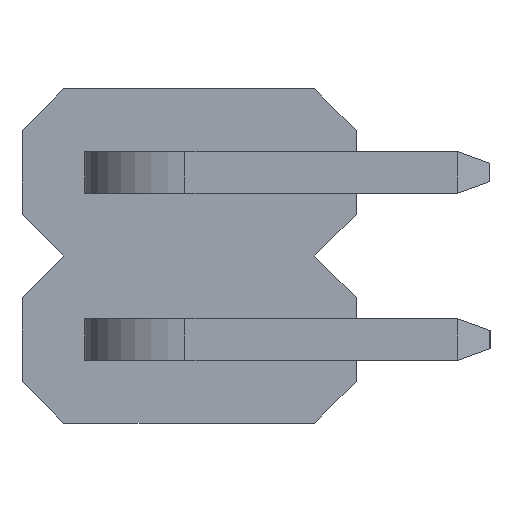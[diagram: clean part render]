
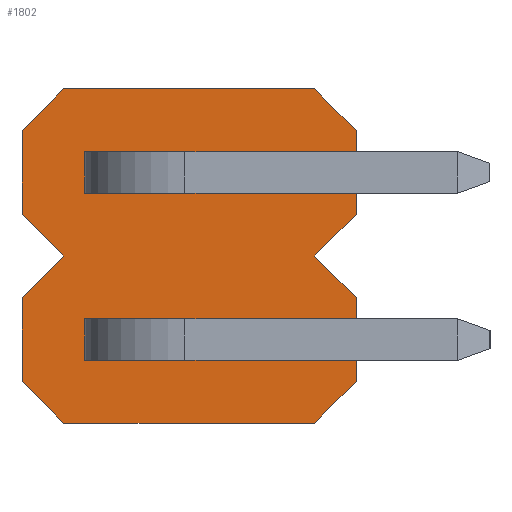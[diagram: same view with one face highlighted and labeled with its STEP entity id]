
A CAD part, front view. The second image highlights one B-rep face of the part: STEP entity #1802.
In plain terms, the highlighted planar face has unit normal (0, -1, 0).
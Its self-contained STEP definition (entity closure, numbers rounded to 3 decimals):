
#14=FACE_BOUND('',#204,.T.);
#15=FACE_BOUND('',#205,.T.);
#16=FACE_BOUND('',#206,.T.);
#17=FACE_BOUND('',#207,.T.);
#99=FACE_OUTER_BOUND('',#203,.T.);
#203=EDGE_LOOP('',(#1364,#1365,#1366,#1367,#1368,#1369,#1370,#1371,#1372,
#1373,#1374,#1375,#1376,#1377));
#204=EDGE_LOOP('',(#1378,#1379,#1380,#1381));
#205=EDGE_LOOP('',(#1382,#1383,#1384,#1385));
#206=EDGE_LOOP('',(#1386,#1387,#1388,#1389));
#207=EDGE_LOOP('',(#1390,#1391,#1392,#1393));
#264=LINE('',#2477,#498);
#266=LINE('',#2481,#500);
#271=LINE('',#2492,#505);
#275=LINE('',#2499,#509);
#278=LINE('',#2505,#512);
#280=LINE('',#2510,#514);
#299=LINE('',#2550,#533);
#318=LINE('',#2593,#552);
#355=LINE('',#2670,#589);
#359=LINE('',#2681,#593);
#363=LINE('',#2690,#597);
#367=LINE('',#2698,#601);
#368=LINE('',#2701,#602);
#375=LINE('',#2717,#609);
#379=LINE('',#2726,#613);
#382=LINE('',#2734,#616);
#384=LINE('',#2738,#618);
#387=LINE('',#2744,#621);
#388=LINE('',#2746,#622);
#389=LINE('',#2748,#623);
#390=LINE('',#2749,#624);
#391=LINE('',#2750,#625);
#392=LINE('',#2753,#626);
#393=LINE('',#2755,#627);
#394=LINE('',#2757,#628);
#395=LINE('',#2758,#629);
#396=LINE('',#2761,#630);
#397=LINE('',#2763,#631);
#398=LINE('',#2765,#632);
#399=LINE('',#2766,#633);
#498=VECTOR('',#1999,10.);
#500=VECTOR('',#2003,10.);
#505=VECTOR('',#2010,10.);
#509=VECTOR('',#2016,10.);
#512=VECTOR('',#2021,10.);
#514=VECTOR('',#2025,10.);
#533=VECTOR('',#2058,10.);
#552=VECTOR('',#2095,10.);
#589=VECTOR('',#2166,10.);
#593=VECTOR('',#2176,10.);
#597=VECTOR('',#2186,10.);
#601=VECTOR('',#2198,10.);
#602=VECTOR('',#2201,10.);
#609=VECTOR('',#2218,10.);
#613=VECTOR('',#2230,10.);
#616=VECTOR('',#2235,10.);
#618=VECTOR('',#2239,10.);
#621=VECTOR('',#2244,10.);
#622=VECTOR('',#2245,10.);
#623=VECTOR('',#2246,10.);
#624=VECTOR('',#2247,10.);
#625=VECTOR('',#2248,10.);
#626=VECTOR('',#2249,10.);
#627=VECTOR('',#2250,10.);
#628=VECTOR('',#2251,10.);
#629=VECTOR('',#2252,10.);
#630=VECTOR('',#2253,10.);
#631=VECTOR('',#2254,10.);
#632=VECTOR('',#2255,10.);
#633=VECTOR('',#2256,10.);
#732=VERTEX_POINT('',#2474);
#733=VERTEX_POINT('',#2476);
#734=VERTEX_POINT('',#2480);
#738=VERTEX_POINT('',#2489);
#739=VERTEX_POINT('',#2491);
#741=VERTEX_POINT('',#2497);
#743=VERTEX_POINT('',#2503);
#745=VERTEX_POINT('',#2509);
#758=VERTEX_POINT('',#2547);
#759=VERTEX_POINT('',#2549);
#773=VERTEX_POINT('',#2590);
#774=VERTEX_POINT('',#2592);
#800=VERTEX_POINT('',#2678);
#801=VERTEX_POINT('',#2680);
#804=VERTEX_POINT('',#2700);
#808=VERTEX_POINT('',#2716);
#812=VERTEX_POINT('',#2731);
#813=VERTEX_POINT('',#2733);
#814=VERTEX_POINT('',#2737);
#816=VERTEX_POINT('',#2743);
#817=VERTEX_POINT('',#2745);
#818=VERTEX_POINT('',#2747);
#819=VERTEX_POINT('',#2751);
#820=VERTEX_POINT('',#2752);
#821=VERTEX_POINT('',#2754);
#822=VERTEX_POINT('',#2756);
#823=VERTEX_POINT('',#2759);
#824=VERTEX_POINT('',#2760);
#825=VERTEX_POINT('',#2762);
#826=VERTEX_POINT('',#2764);
#888=EDGE_CURVE('',#732,#733,#264,.T.);
#890=EDGE_CURVE('',#734,#733,#266,.T.);
#895=EDGE_CURVE('',#738,#739,#271,.T.);
#899=EDGE_CURVE('',#738,#741,#275,.T.);
#902=EDGE_CURVE('',#743,#741,#278,.T.);
#904=EDGE_CURVE('',#734,#745,#280,.T.);
#924=EDGE_CURVE('',#758,#759,#299,.T.);
#945=EDGE_CURVE('',#773,#774,#318,.T.);
#983=EDGE_CURVE('',#743,#745,#355,.T.);
#988=EDGE_CURVE('',#800,#801,#359,.T.);
#993=EDGE_CURVE('',#774,#800,#363,.T.);
#997=EDGE_CURVE('',#801,#773,#367,.T.);
#998=EDGE_CURVE('',#804,#758,#368,.T.);
#1006=EDGE_CURVE('',#759,#808,#375,.T.);
#1011=EDGE_CURVE('',#808,#804,#379,.T.);
#1014=EDGE_CURVE('',#812,#813,#382,.T.);
#1016=EDGE_CURVE('',#814,#813,#384,.T.);
#1019=EDGE_CURVE('',#812,#816,#387,.T.);
#1020=EDGE_CURVE('',#817,#816,#388,.T.);
#1021=EDGE_CURVE('',#817,#818,#389,.T.);
#1022=EDGE_CURVE('',#739,#818,#390,.T.);
#1023=EDGE_CURVE('',#814,#732,#391,.T.);
#1024=EDGE_CURVE('',#819,#820,#392,.T.);
#1025=EDGE_CURVE('',#821,#819,#393,.T.);
#1026=EDGE_CURVE('',#822,#821,#394,.T.);
#1027=EDGE_CURVE('',#820,#822,#395,.T.);
#1028=EDGE_CURVE('',#823,#824,#396,.T.);
#1029=EDGE_CURVE('',#825,#823,#397,.T.);
#1030=EDGE_CURVE('',#826,#825,#398,.T.);
#1031=EDGE_CURVE('',#824,#826,#399,.T.);
#1364=ORIENTED_EDGE('',*,*,#1014,.F.);
#1365=ORIENTED_EDGE('',*,*,#1019,.T.);
#1366=ORIENTED_EDGE('',*,*,#1020,.F.);
#1367=ORIENTED_EDGE('',*,*,#1021,.T.);
#1368=ORIENTED_EDGE('',*,*,#1022,.F.);
#1369=ORIENTED_EDGE('',*,*,#895,.F.);
#1370=ORIENTED_EDGE('',*,*,#899,.T.);
#1371=ORIENTED_EDGE('',*,*,#902,.F.);
#1372=ORIENTED_EDGE('',*,*,#983,.T.);
#1373=ORIENTED_EDGE('',*,*,#904,.F.);
#1374=ORIENTED_EDGE('',*,*,#890,.T.);
#1375=ORIENTED_EDGE('',*,*,#888,.F.);
#1376=ORIENTED_EDGE('',*,*,#1023,.F.);
#1377=ORIENTED_EDGE('',*,*,#1016,.T.);
#1378=ORIENTED_EDGE('',*,*,#1006,.F.);
#1379=ORIENTED_EDGE('',*,*,#924,.F.);
#1380=ORIENTED_EDGE('',*,*,#998,.F.);
#1381=ORIENTED_EDGE('',*,*,#1011,.F.);
#1382=ORIENTED_EDGE('',*,*,#997,.F.);
#1383=ORIENTED_EDGE('',*,*,#988,.F.);
#1384=ORIENTED_EDGE('',*,*,#993,.F.);
#1385=ORIENTED_EDGE('',*,*,#945,.F.);
#1386=ORIENTED_EDGE('',*,*,#1024,.F.);
#1387=ORIENTED_EDGE('',*,*,#1025,.F.);
#1388=ORIENTED_EDGE('',*,*,#1026,.F.);
#1389=ORIENTED_EDGE('',*,*,#1027,.F.);
#1390=ORIENTED_EDGE('',*,*,#1028,.F.);
#1391=ORIENTED_EDGE('',*,*,#1029,.F.);
#1392=ORIENTED_EDGE('',*,*,#1030,.F.);
#1393=ORIENTED_EDGE('',*,*,#1031,.F.);
#1685=PLANE('',#1934);
#1802=ADVANCED_FACE('',(#99,#14,#15,#16,#17),#1685,.T.);
#1934=AXIS2_PLACEMENT_3D('',#2742,#2242,#2243);
#1999=DIRECTION('',(-0.707,0.,0.707));
#2003=DIRECTION('',(0.,0.,-1.));
#2010=DIRECTION('',(-0.707,0.,-0.707));
#2016=DIRECTION('',(0.,0.,1.));
#2021=DIRECTION('',(0.707,0.,-0.707));
#2025=DIRECTION('',(0.707,0.,0.707));
#2058=DIRECTION('',(1.,0.,0.));
#2095=DIRECTION('',(1.,0.,0.));
#2166=DIRECTION('',(-1.,0.,0.));
#2176=DIRECTION('',(-1.,0.,0.));
#2186=DIRECTION('',(0.,0.,1.));
#2198=DIRECTION('',(0.,0.,-1.));
#2201=DIRECTION('',(0.,0.,-1.));
#2218=DIRECTION('',(0.,0.,1.));
#2230=DIRECTION('',(-1.,0.,0.));
#2235=DIRECTION('',(-0.707,0.,0.707));
#2239=DIRECTION('',(0.,0.,-1.));
#2242=DIRECTION('center_axis',(0.,-1.,0.));
#2243=DIRECTION('ref_axis',(0.,0.,-1.));
#2244=DIRECTION('',(1.,0.,0.));
#2245=DIRECTION('',(-0.707,0.,-0.707));
#2246=DIRECTION('',(0.,0.,1.));
#2247=DIRECTION('',(0.707,0.,-0.707));
#2248=DIRECTION('',(0.707,0.,0.707));
#2249=DIRECTION('',(0.,0.,-1.));
#2250=DIRECTION('',(-1.,0.,0.));
#2251=DIRECTION('',(0.,0.,1.));
#2252=DIRECTION('',(1.,0.,0.));
#2253=DIRECTION('',(0.,0.,1.));
#2254=DIRECTION('',(1.,0.,0.));
#2255=DIRECTION('',(0.,0.,-1.));
#2256=DIRECTION('',(-1.,0.,0.));
#2474=CARTESIAN_POINT('',(-0.5,3.05,1.25));
#2476=CARTESIAN_POINT('',(-1.,3.05,1.75));
#2477=CARTESIAN_POINT('',(-0.5,3.05,1.25));
#2480=CARTESIAN_POINT('',(-1.,3.05,2.75));
#2481=CARTESIAN_POINT('',(-1.,3.05,3.25));
#2489=CARTESIAN_POINT('',(3.,3.05,1.75));
#2491=CARTESIAN_POINT('',(2.5,3.05,1.25));
#2492=CARTESIAN_POINT('',(2.5,3.05,1.25));
#2497=CARTESIAN_POINT('',(3.,3.05,2.75));
#2499=CARTESIAN_POINT('',(3.,3.05,1.25));
#2503=CARTESIAN_POINT('',(2.5,3.05,3.25));
#2505=CARTESIAN_POINT('',(2.5,3.05,3.25));
#2509=CARTESIAN_POINT('',(-0.5,3.05,3.25));
#2510=CARTESIAN_POINT('',(-0.5,3.05,3.25));
#2547=CARTESIAN_POINT('',(-0.25,3.05,2.));
#2549=CARTESIAN_POINT('',(0.25,3.05,2.));
#2550=CARTESIAN_POINT('',(1.587,3.05,2.));
#2590=CARTESIAN_POINT('',(1.75,3.05,2.));
#2592=CARTESIAN_POINT('',(2.25,3.05,2.));
#2593=CARTESIAN_POINT('',(2.087,3.05,2.));
#2670=CARTESIAN_POINT('',(3.,3.05,3.25));
#2678=CARTESIAN_POINT('',(2.25,3.05,2.5));
#2680=CARTESIAN_POINT('',(1.75,3.05,2.5));
#2681=CARTESIAN_POINT('',(2.087,3.05,2.5));
#2690=CARTESIAN_POINT('',(2.25,3.05,2.125));
#2698=CARTESIAN_POINT('',(1.75,3.05,2.125));
#2700=CARTESIAN_POINT('',(-0.25,3.05,2.5));
#2701=CARTESIAN_POINT('',(-0.25,3.05,2.125));
#2716=CARTESIAN_POINT('',(0.25,3.05,2.5));
#2717=CARTESIAN_POINT('',(0.25,3.05,2.125));
#2726=CARTESIAN_POINT('',(1.587,3.05,2.5));
#2731=CARTESIAN_POINT('',(-0.5,3.05,-0.75));
#2733=CARTESIAN_POINT('',(-1.,3.05,-0.25));
#2734=CARTESIAN_POINT('',(-0.5,3.05,-0.75));
#2737=CARTESIAN_POINT('',(-1.,3.05,0.75));
#2738=CARTESIAN_POINT('',(-1.,3.05,1.25));
#2742=CARTESIAN_POINT('Origin',(1.,3.05,0.25));
#2743=CARTESIAN_POINT('',(2.5,3.05,-0.75));
#2744=CARTESIAN_POINT('',(-1.,3.05,-0.75));
#2745=CARTESIAN_POINT('',(3.,3.05,-0.25));
#2746=CARTESIAN_POINT('',(2.5,3.05,-0.75));
#2747=CARTESIAN_POINT('',(3.,3.05,0.75));
#2748=CARTESIAN_POINT('',(3.,3.05,-0.75));
#2749=CARTESIAN_POINT('',(2.5,3.05,1.25));
#2750=CARTESIAN_POINT('',(-0.5,3.05,1.25));
#2751=CARTESIAN_POINT('',(1.75,3.05,0.5));
#2752=CARTESIAN_POINT('',(1.75,3.05,0.));
#2753=CARTESIAN_POINT('',(1.75,3.05,0.125));
#2754=CARTESIAN_POINT('',(2.25,3.05,0.5));
#2755=CARTESIAN_POINT('',(2.087,3.05,0.5));
#2756=CARTESIAN_POINT('',(2.25,3.05,0.));
#2757=CARTESIAN_POINT('',(2.25,3.05,0.125));
#2758=CARTESIAN_POINT('',(2.087,3.05,0.));
#2759=CARTESIAN_POINT('',(0.25,3.05,0.));
#2760=CARTESIAN_POINT('',(0.25,3.05,0.5));
#2761=CARTESIAN_POINT('',(0.25,3.05,0.125));
#2762=CARTESIAN_POINT('',(-0.25,3.05,0.));
#2763=CARTESIAN_POINT('',(1.587,3.05,0.));
#2764=CARTESIAN_POINT('',(-0.25,3.05,0.5));
#2765=CARTESIAN_POINT('',(-0.25,3.05,0.125));
#2766=CARTESIAN_POINT('',(1.587,3.05,0.5));
